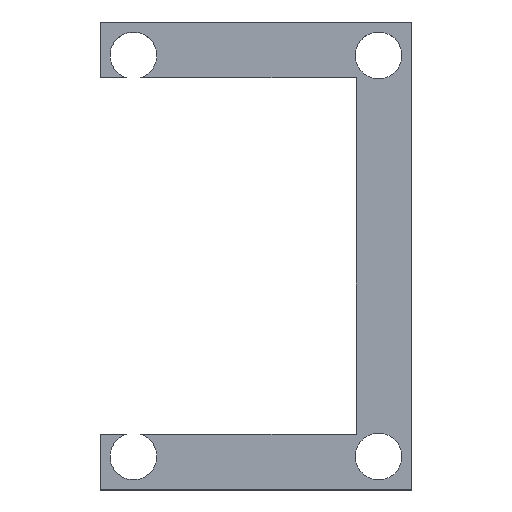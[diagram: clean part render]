
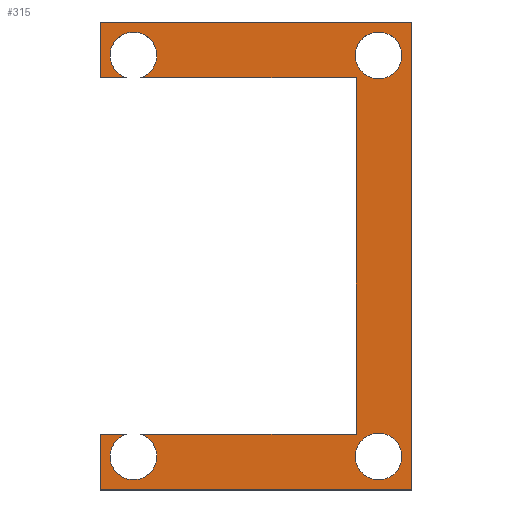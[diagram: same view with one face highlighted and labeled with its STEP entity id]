
A CAD part, top view. The second image highlights one B-rep face of the part: STEP entity #315.
In plain terms, the highlighted planar face has unit normal (0, 0, 1).
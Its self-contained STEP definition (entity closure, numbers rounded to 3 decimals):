
#15=FACE_BOUND('',#62,.T.);
#16=FACE_BOUND('',#63,.T.);
#29=PLANE('',#353);
#45=FACE_OUTER_BOUND('',#61,.T.);
#61=EDGE_LOOP('',(#269,#270,#271,#272,#273,#274,#275,#276,#277,#278,#279,
#280));
#62=EDGE_LOOP('',(#281));
#63=EDGE_LOOP('',(#282));
#71=LINE('',#459,#105);
#74=LINE('',#465,#108);
#78=LINE('',#477,#112);
#81=LINE('',#483,#115);
#84=LINE('',#489,#118);
#87=LINE('',#495,#121);
#90=LINE('',#501,#124);
#93=LINE('',#507,#127);
#96=LINE('',#513,#130);
#100=LINE('',#523,#134);
#105=VECTOR('',#375,10.);
#108=VECTOR('',#380,10.);
#112=VECTOR('',#392,10.);
#115=VECTOR('',#397,10.);
#118=VECTOR('',#402,10.);
#121=VECTOR('',#407,10.);
#124=VECTOR('',#412,10.);
#127=VECTOR('',#417,10.);
#130=VECTOR('',#422,10.);
#134=VECTOR('',#434,10.);
#135=CIRCLE('',#332,1.05);
#137=CIRCLE('',#335,1.05);
#140=CIRCLE('',#341,1.05);
#142=CIRCLE('',#351,1.05);
#143=VERTEX_POINT('',#441);
#145=VERTEX_POINT('',#447);
#149=VERTEX_POINT('',#456);
#150=VERTEX_POINT('',#458);
#152=VERTEX_POINT('',#464);
#154=VERTEX_POINT('',#470);
#156=VERTEX_POINT('',#476);
#158=VERTEX_POINT('',#482);
#160=VERTEX_POINT('',#488);
#162=VERTEX_POINT('',#494);
#164=VERTEX_POINT('',#500);
#166=VERTEX_POINT('',#506);
#168=VERTEX_POINT('',#512);
#170=VERTEX_POINT('',#518);
#171=EDGE_CURVE('',#143,#143,#135,.T.);
#174=EDGE_CURVE('',#145,#145,#137,.T.);
#179=EDGE_CURVE('',#150,#149,#71,.T.);
#182=EDGE_CURVE('',#152,#150,#74,.T.);
#185=EDGE_CURVE('',#154,#152,#140,.T.);
#188=EDGE_CURVE('',#156,#154,#78,.T.);
#191=EDGE_CURVE('',#158,#156,#81,.T.);
#194=EDGE_CURVE('',#160,#158,#84,.T.);
#197=EDGE_CURVE('',#162,#160,#87,.T.);
#200=EDGE_CURVE('',#164,#162,#90,.T.);
#203=EDGE_CURVE('',#166,#164,#93,.T.);
#206=EDGE_CURVE('',#168,#166,#96,.T.);
#209=EDGE_CURVE('',#170,#168,#142,.T.);
#212=EDGE_CURVE('',#149,#170,#100,.T.);
#269=ORIENTED_EDGE('',*,*,#212,.T.);
#270=ORIENTED_EDGE('',*,*,#209,.T.);
#271=ORIENTED_EDGE('',*,*,#206,.T.);
#272=ORIENTED_EDGE('',*,*,#203,.T.);
#273=ORIENTED_EDGE('',*,*,#200,.T.);
#274=ORIENTED_EDGE('',*,*,#197,.T.);
#275=ORIENTED_EDGE('',*,*,#194,.T.);
#276=ORIENTED_EDGE('',*,*,#191,.T.);
#277=ORIENTED_EDGE('',*,*,#188,.T.);
#278=ORIENTED_EDGE('',*,*,#185,.T.);
#279=ORIENTED_EDGE('',*,*,#182,.T.);
#280=ORIENTED_EDGE('',*,*,#179,.T.);
#281=ORIENTED_EDGE('',*,*,#174,.T.);
#282=ORIENTED_EDGE('',*,*,#171,.T.);
#315=ADVANCED_FACE('',(#45,#15,#16),#29,.T.);
#332=AXIS2_PLACEMENT_3D('',#442,#359,#360);
#335=AXIS2_PLACEMENT_3D('',#448,#366,#367);
#341=AXIS2_PLACEMENT_3D('',#471,#386,#387);
#351=AXIS2_PLACEMENT_3D('',#519,#428,#429);
#353=AXIS2_PLACEMENT_3D('',#524,#435,#436);
#359=DIRECTION('center_axis',(0.,0.,-1.));
#360=DIRECTION('ref_axis',(1.,0.,0.));
#366=DIRECTION('center_axis',(0.,0.,-1.));
#367=DIRECTION('ref_axis',(1.,0.,0.));
#375=DIRECTION('',(0.,-1.,0.));
#380=DIRECTION('',(1.,0.,0.));
#386=DIRECTION('center_axis',(0.,0.,-1.));
#387=DIRECTION('ref_axis',(1.,0.,0.));
#392=DIRECTION('',(1.,0.,0.));
#397=DIRECTION('',(0.,-1.,0.));
#402=DIRECTION('',(-1.,0.,0.));
#407=DIRECTION('',(0.,1.,0.));
#412=DIRECTION('',(1.,0.,0.));
#417=DIRECTION('',(0.,-1.,0.));
#422=DIRECTION('',(-1.,0.,0.));
#428=DIRECTION('center_axis',(0.,0.,-1.));
#429=DIRECTION('ref_axis',(1.,0.,0.));
#434=DIRECTION('',(-1.,0.,0.));
#435=DIRECTION('center_axis',(0.,0.,1.));
#436=DIRECTION('ref_axis',(1.,0.,0.));
#441=CARTESIAN_POINT('',(4.45,-9.,2.));
#442=CARTESIAN_POINT('Origin',(5.5,-9.,2.));
#447=CARTESIAN_POINT('',(4.45,9.,2.));
#448=CARTESIAN_POINT('Origin',(5.5,9.,2.));
#456=CARTESIAN_POINT('',(4.5,-8.,2.));
#458=CARTESIAN_POINT('',(4.5,8.,2.));
#459=CARTESIAN_POINT('',(4.5,-8.,2.));
#464=CARTESIAN_POINT('',(-5.18,8.,2.));
#465=CARTESIAN_POINT('',(4.5,8.,2.));
#470=CARTESIAN_POINT('',(-5.82,8.,2.));
#471=CARTESIAN_POINT('Origin',(-5.5,9.,2.));
#476=CARTESIAN_POINT('',(-7.,8.,2.));
#477=CARTESIAN_POINT('',(4.5,8.,2.));
#482=CARTESIAN_POINT('',(-7.,10.5,2.));
#483=CARTESIAN_POINT('',(-7.,-10.5,2.));
#488=CARTESIAN_POINT('',(7.,10.5,2.));
#489=CARTESIAN_POINT('',(-7.,10.5,2.));
#494=CARTESIAN_POINT('',(7.,-10.5,2.));
#495=CARTESIAN_POINT('',(7.,10.5,2.));
#500=CARTESIAN_POINT('',(-7.,-10.5,2.));
#501=CARTESIAN_POINT('',(7.,-10.5,2.));
#506=CARTESIAN_POINT('',(-7.,-8.,2.));
#507=CARTESIAN_POINT('',(-7.,-10.5,2.));
#512=CARTESIAN_POINT('',(-5.82,-8.,2.));
#513=CARTESIAN_POINT('',(-7.,-8.,2.));
#518=CARTESIAN_POINT('',(-5.18,-8.,2.));
#519=CARTESIAN_POINT('Origin',(-5.5,-9.,2.));
#523=CARTESIAN_POINT('',(-7.,-8.,2.));
#524=CARTESIAN_POINT('Origin',(0.,0.,2.));
